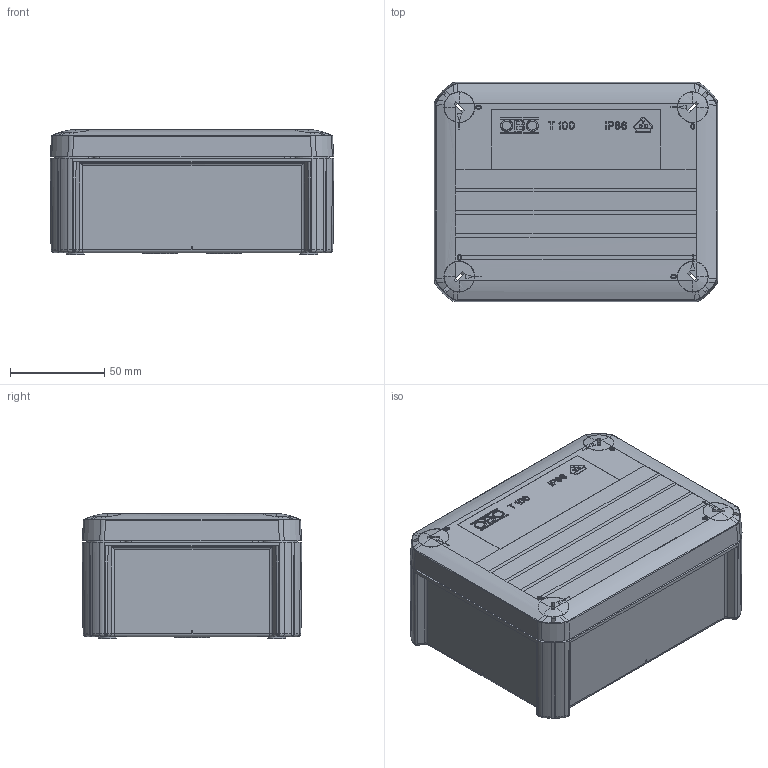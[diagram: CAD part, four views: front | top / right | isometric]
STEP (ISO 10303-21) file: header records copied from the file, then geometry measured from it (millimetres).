
FILE_DESCRIPTION((''),'2;1');
FILE_NAME('2007255_ASM','2015-01-13T',('AndreasKeweloh'),(''),'CREO PARAMETRIC BY PTC INC, 2014440','CREO PARAMETRIC BY PTC INC, 2014440','');
FILE_SCHEMA(('CONFIG_CONTROL_DESIGN'));
Products named in the file (7): BREP_1; BREP_2; BREP_3; BREP_4; BLOCK_01_A_ASM; DOCUMENT_A_ASM; 2007255_ASM
Assembly tree (6 placements, depth 4):
  2007255_ASM
    DOCUMENT_A_ASM
      BLOCK_01_A_ASM
        BREP_1
        BREP_2
        BREP_3
        BREP_4
Bounding box: 150.6 x 116.6 x 66.7 mm (x, y, z)
Volume: 1800.7 mm3; surface area: 169521.4 mm2
Topology: 4 solids, 6 shells, 1972 faces, 5461 edges, 3553 vertices
Faces by surface type: plane 853, cylinder 397, bspline 330, cone 247, torus 79, extrusion 59, sphere 7
Entity records: 95687 total; most frequent: CARTESIAN_POINT 47943, ORIENTED_EDGE 10902, DIRECTION 8480, EDGE_CURVE 5452, VERTEX_POINT 3552, VECTOR 2834, AXIS2_PLACEMENT_3D 2823, LINE 2775
